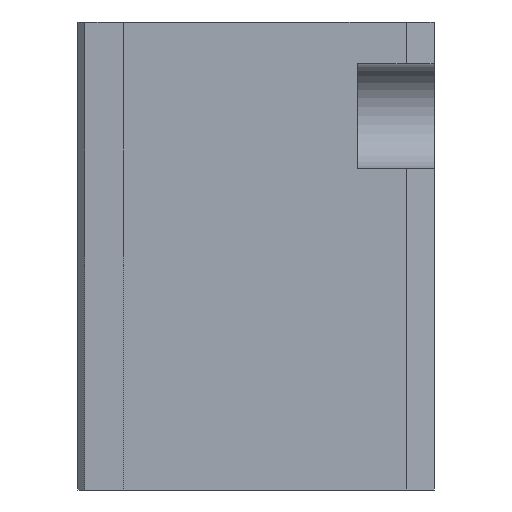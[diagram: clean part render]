
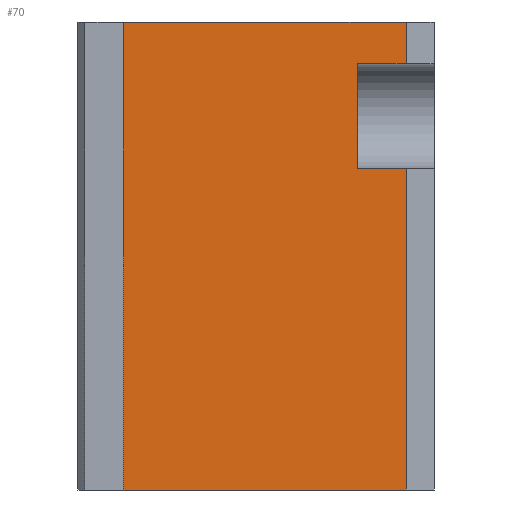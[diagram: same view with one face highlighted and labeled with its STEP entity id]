
A CAD part, left-side view. The second image highlights one B-rep face of the part: STEP entity #70.
In plain terms, the highlighted planar face has unit normal (-1, 0, 0).
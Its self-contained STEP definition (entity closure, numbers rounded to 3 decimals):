
#70 = ADVANCED_FACE( '', ( #168 ), #169, .F. );
#168 = FACE_OUTER_BOUND( '', #309, .T. );
#169 = PLANE( '', #310 );
#309 = EDGE_LOOP( '', ( #472, #473, #474, #475, #476, #477, #478, #479 ) );
#310 = AXIS2_PLACEMENT_3D( '', #480, #481, #482 );
#472 = ORIENTED_EDGE( '', *, *, #787, .F. );
#473 = ORIENTED_EDGE( '', *, *, #788, .F. );
#474 = ORIENTED_EDGE( '', *, *, #789, .F. );
#475 = ORIENTED_EDGE( '', *, *, #760, .T. );
#476 = ORIENTED_EDGE( '', *, *, #781, .T. );
#477 = ORIENTED_EDGE( '', *, *, #790, .F. );
#478 = ORIENTED_EDGE( '', *, *, #791, .F. );
#479 = ORIENTED_EDGE( '', *, *, #792, .T. );
#480 = CARTESIAN_POINT( '', ( -38., 44.5, 67. ) );
#481 = DIRECTION( '', ( 1., 0., 0. ) );
#482 = DIRECTION( '', ( 0., 0., -1. ) );
#760 = EDGE_CURVE( '', #888, #886, #889, .T. );
#781 = EDGE_CURVE( '', #886, #926, #928, .T. );
#787 = EDGE_CURVE( '', #936, #937, #938, .T. );
#788 = EDGE_CURVE( '', #939, #936, #940, .T. );
#789 = EDGE_CURVE( '', #888, #939, #941, .T. );
#790 = EDGE_CURVE( '', #942, #926, #943, .T. );
#791 = EDGE_CURVE( '', #944, #942, #945, .T. );
#792 = EDGE_CURVE( '', #944, #937, #946, .T. );
#886 = VERTEX_POINT( '', #1076 );
#888 = VERTEX_POINT( '', #1079 );
#889 = LINE( '', #1080, #1081 );
#926 = VERTEX_POINT( '', #1134 );
#928 = LINE( '', #1137, #1138 );
#936 = VERTEX_POINT( '', #1147 );
#937 = VERTEX_POINT( '', #1148 );
#938 = LINE( '', #1149, #1150 );
#939 = VERTEX_POINT( '', #1151 );
#940 = LINE( '', #1152, #1153 );
#941 = LINE( '', #1154, #1155 );
#942 = VERTEX_POINT( '', #1156 );
#943 = LINE( '', #1157, #1158 );
#944 = VERTEX_POINT( '', #1159 );
#945 = LINE( '', #1160, #1161 );
#946 = LINE( '', #1162, #1163 );
#1076 = CARTESIAN_POINT( '', ( -38., 44.5, 0. ) );
#1079 = CARTESIAN_POINT( '', ( -38., 44.5, 67. ) );
#1080 = CARTESIAN_POINT( '', ( -38., 44.5, 67. ) );
#1081 = VECTOR( '', #1441, 1000. );
#1134 = CARTESIAN_POINT( '', ( -38., 4., 0. ) );
#1137 = CARTESIAN_POINT( '', ( -38., 44.5, 0. ) );
#1138 = VECTOR( '', #1462, 1000. );
#1147 = CARTESIAN_POINT( '', ( -38., 4., 61. ) );
#1148 = CARTESIAN_POINT( '', ( -38., 11., 61. ) );
#1149 = CARTESIAN_POINT( '', ( -38., 44.5, 61. ) );
#1150 = VECTOR( '', #1470, 1000. );
#1151 = CARTESIAN_POINT( '', ( -38., 4., 67. ) );
#1152 = CARTESIAN_POINT( '', ( -38., 4., 67. ) );
#1153 = VECTOR( '', #1471, 1000. );
#1154 = CARTESIAN_POINT( '', ( -38., 44.5, 67. ) );
#1155 = VECTOR( '', #1472, 1000. );
#1156 = CARTESIAN_POINT( '', ( -38., 4., 46. ) );
#1157 = CARTESIAN_POINT( '', ( -38., 4., 67. ) );
#1158 = VECTOR( '', #1473, 1000. );
#1159 = CARTESIAN_POINT( '', ( -38., 11., 46. ) );
#1160 = CARTESIAN_POINT( '', ( -38., 44.5, 46. ) );
#1161 = VECTOR( '', #1474, 1000. );
#1162 = CARTESIAN_POINT( '', ( -38., 11., 67. ) );
#1163 = VECTOR( '', #1475, 1000. );
#1441 = DIRECTION( '', ( 0., 0., -1. ) );
#1462 = DIRECTION( '', ( 0., -1., 0. ) );
#1470 = DIRECTION( '', ( 0., 1., 0. ) );
#1471 = DIRECTION( '', ( 0., 0., -1. ) );
#1472 = DIRECTION( '', ( 0., -1., 0. ) );
#1473 = DIRECTION( '', ( 0., 0., -1. ) );
#1474 = DIRECTION( '', ( 0., -1., 0. ) );
#1475 = DIRECTION( '', ( 0., 0., 1. ) );
